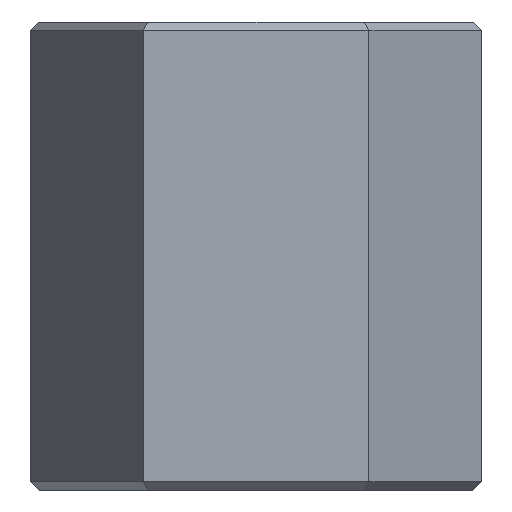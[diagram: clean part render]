
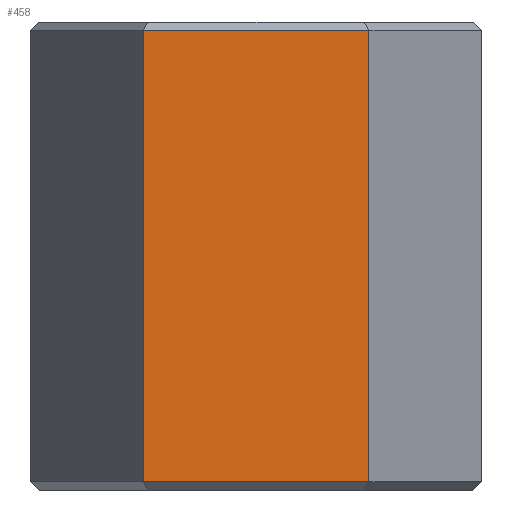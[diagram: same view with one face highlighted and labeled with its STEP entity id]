
A CAD part, front view. The second image highlights one B-rep face of the part: STEP entity #458.
In plain terms, the highlighted planar face has unit normal (0, -1, 0).
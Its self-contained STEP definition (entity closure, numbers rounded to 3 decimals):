
#42=FACE_OUTER_BOUND('',#70,.T.);
#70=EDGE_LOOP('',(#403,#404,#405,#406));
#80=LINE('',#622,#140);
#112=LINE('',#686,#172);
#117=LINE('',#695,#177);
#130=LINE('',#722,#190);
#140=VECTOR('',#504,10.);
#172=VECTOR('',#558,10.);
#177=VECTOR('',#569,10.);
#190=VECTOR('',#598,10.);
#196=VERTEX_POINT('',#614);
#198=VERTEX_POINT('',#620);
#217=VERTEX_POINT('',#678);
#219=VERTEX_POINT('',#684);
#236=EDGE_CURVE('',#198,#196,#80,.T.);
#268=EDGE_CURVE('',#219,#217,#112,.T.);
#273=EDGE_CURVE('',#196,#219,#117,.T.);
#286=EDGE_CURVE('',#198,#217,#130,.T.);
#403=ORIENTED_EDGE('',*,*,#236,.F.);
#404=ORIENTED_EDGE('',*,*,#286,.T.);
#405=ORIENTED_EDGE('',*,*,#268,.F.);
#406=ORIENTED_EDGE('',*,*,#273,.F.);
#432=PLANE('',#486);
#458=ADVANCED_FACE('',(#42),#432,.T.);
#486=AXIS2_PLACEMENT_3D('',#723,#599,#600);
#504=DIRECTION('',(-1.,0.,0.));
#558=DIRECTION('',(1.,0.,0.));
#569=DIRECTION('',(0.,0.,1.));
#598=DIRECTION('',(0.,0.,1.));
#599=DIRECTION('center_axis',(0.,-1.,0.));
#600=DIRECTION('ref_axis',(1.,0.,0.));
#614=CARTESIAN_POINT('',(188.,80.376,3.5));
#620=CARTESIAN_POINT('',(202.,80.376,3.5));
#622=CARTESIAN_POINT('',(191.5,80.376,3.5));
#678=CARTESIAN_POINT('',(202.,80.376,31.5));
#684=CARTESIAN_POINT('',(188.,80.376,31.5));
#686=CARTESIAN_POINT('',(191.5,80.376,31.5));
#695=CARTESIAN_POINT('',(188.,80.376,3.));
#722=CARTESIAN_POINT('',(202.,80.376,3.));
#723=CARTESIAN_POINT('Origin',(188.,80.376,3.));
